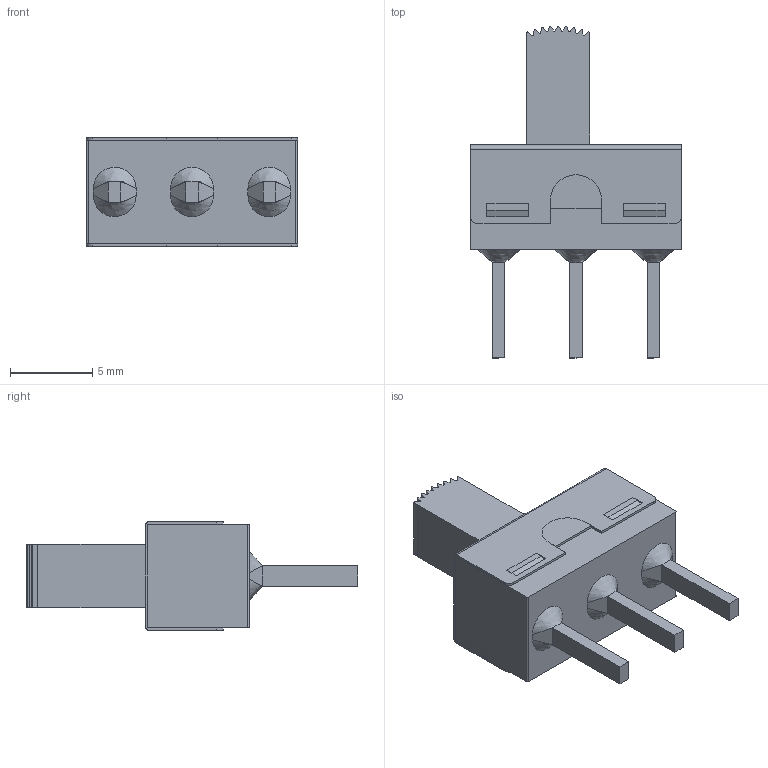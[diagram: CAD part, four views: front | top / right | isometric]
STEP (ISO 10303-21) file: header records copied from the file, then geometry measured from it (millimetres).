
FILE_DESCRIPTION (( 'STEP AP214' ), '1' );
FILE_NAME ('500SSP1S2M2QEA.STEP', '2020-07-14T10:55:55', ( '' ), ( '' ), 'SwSTEP 2.0', 'SolidWorks 2017', '' );
FILE_SCHEMA (( 'AUTOMOTIVE_DESIGN' ));
Length unit declared in the file: millimetre
Products named in the file (1): 500SSP1S2M2QEA
Bounding box: 12.85 x 20.19 x 6.6 mm (x, y, z)
Volume: 659.1 mm3; surface area: 1000.6 mm2
Topology: 6 solids, 6 shells, 166 faces, 432 edges, 288 vertices
Faces by surface type: plane 127, cylinder 33, bspline 6
Entity records: 5367 total; most frequent: CARTESIAN_POINT 1131, ORIENTED_EDGE 864, DIRECTION 822, EDGE_CURVE 432, LINE 360, VECTOR 360, VERTEX_POINT 288, AXIS2_PLACEMENT_3D 231
